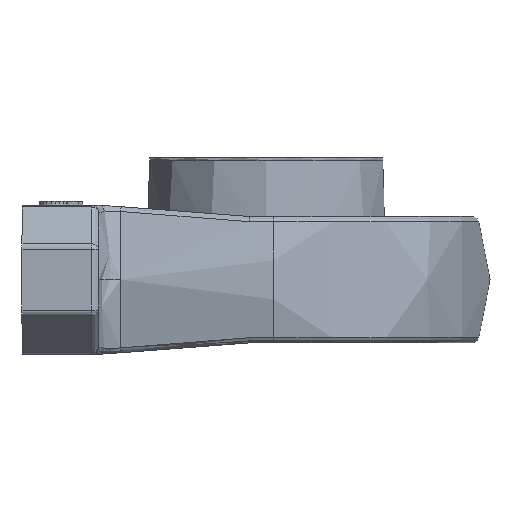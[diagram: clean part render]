
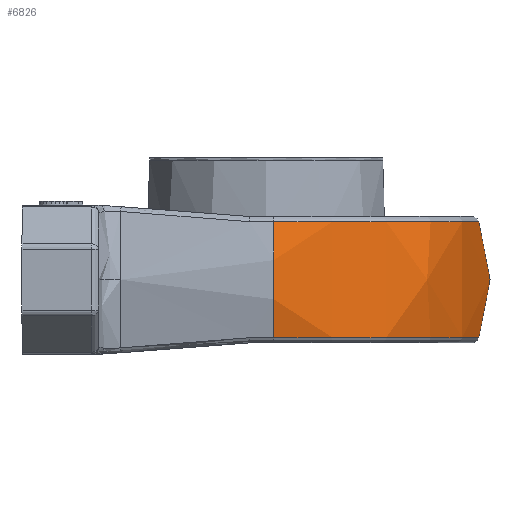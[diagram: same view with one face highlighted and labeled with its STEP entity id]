
A CAD part, left-side view. The second image highlights one B-rep face of the part: STEP entity #6826.
In plain terms, the highlighted free-form (B-spline) face has degree [2, 2] with [3, 5] control points.
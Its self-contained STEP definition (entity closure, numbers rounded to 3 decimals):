
#1621=(
BOUNDED_SURFACE()
B_SPLINE_SURFACE(2,2,((#12289,#12290,#12291,#12292,#12293),(#12294,#12295,
#12296,#12297,#12298),(#12299,#12300,#12301,#12302,#12303)),
 .UNSPECIFIED.,.F.,.F.,.F.)
B_SPLINE_SURFACE_WITH_KNOTS((3,3),(3,2,3),(-0.313,0.313),
(-3.107,-1.571,-0.035),.UNSPECIFIED.)
GEOMETRIC_REPRESENTATION_ITEM()
RATIONAL_B_SPLINE_SURFACE(((1.,0.719,1.,0.719,1.),
(0.951,0.684,0.951,0.684,
0.951),(1.,0.719,1.,0.719,1.)))
REPRESENTATION_ITEM($)
SURFACE()
);
#1807=FACE_OUTER_BOUND($,#2222,.T.);
#2222=EDGE_LOOP($,(#4896,#4897,#4898,#4899));
#2536=CIRCLE($,#7191,25.);
#2591=CIRCLE($,#7288,28.532);
#2594=CIRCLE($,#7291,25.);
#2595=CIRCLE($,#7292,28.532);
#2937=VERTEX_POINT($,#10391);
#2938=VERTEX_POINT($,#10393);
#3023=VERTEX_POINT($,#12284);
#3025=VERTEX_POINT($,#12304);
#3578=EDGE_CURVE($,#2937,#2938,#2536,.T.);
#3729=EDGE_CURVE($,#2937,#3023,#2591,.T.);
#3732=EDGE_CURVE($,#3023,#3025,#2594,.T.);
#3733=EDGE_CURVE($,#2938,#3025,#2595,.T.);
#4896=ORIENTED_EDGE($,*,*,#3578,.F.);
#4897=ORIENTED_EDGE($,*,*,#3729,.T.);
#4898=ORIENTED_EDGE($,*,*,#3732,.T.);
#4899=ORIENTED_EDGE($,*,*,#3733,.F.);
#6826=ADVANCED_FACE($,(#1807),#1621,.F.);
#7191=AXIS2_PLACEMENT_3D($,#10394,#8032,#8033);
#7288=AXIS2_PLACEMENT_3D($,#12285,#8264,#8265);
#7291=AXIS2_PLACEMENT_3D($,#12305,#8270,#8271);
#7292=AXIS2_PLACEMENT_3D($,#12306,#8272,#8273);
#8032=DIRECTION('center_axis',(-0.035,0.999,0.));
#8033=DIRECTION('ref_axis',(-0.951,-0.033,-0.308));
#8264=DIRECTION('center_axis',(0.,0.,1.));
#8265=DIRECTION('ref_axis',(-0.999,-0.035,0.));
#8270=DIRECTION('center_axis',(-0.035,-0.999,0.));
#8271=DIRECTION('ref_axis',(0.951,-0.033,-0.308));
#8272=DIRECTION('center_axis',(0.,0.,1.));
#8273=DIRECTION('ref_axis',(-0.999,-0.035,0.));
#10391=CARTESIAN_POINT('',(-28.515,-0.996,-7.408));
#10393=CARTESIAN_POINT('',(-28.515,-0.996,8.008));
#10394=CARTESIAN_POINT('Origin',(-4.747,-0.166,0.3));
#12284=CARTESIAN_POINT('',(28.515,-0.996,-7.408));
#12285=CARTESIAN_POINT('Origin',(0.,0.,-7.408));
#12289=CARTESIAN_POINT('Ctrl Pts',(28.515,-0.996,
8.008));
#12290=CARTESIAN_POINT('Ctrl Pts',(27.553,-28.532,8.008));
#12291=CARTESIAN_POINT('Ctrl Pts',(0.,-28.532,
8.008));
#12292=CARTESIAN_POINT('Ctrl Pts',(-27.553,-28.532,
8.008));
#12293=CARTESIAN_POINT('Ctrl Pts',(-28.515,-0.996,
8.008));
#12294=CARTESIAN_POINT('Ctrl Pts',(31.012,-1.083,0.3));
#12295=CARTESIAN_POINT('Ctrl Pts',(29.966,-31.03,0.3));
#12296=CARTESIAN_POINT('Ctrl Pts',(0.,-31.03,
0.3));
#12297=CARTESIAN_POINT('Ctrl Pts',(-29.966,-31.03,
0.3));
#12298=CARTESIAN_POINT('Ctrl Pts',(-31.012,-1.083,
0.3));
#12299=CARTESIAN_POINT('Ctrl Pts',(28.515,-0.996,
-7.408));
#12300=CARTESIAN_POINT('Ctrl Pts',(27.553,-28.532,-7.408));
#12301=CARTESIAN_POINT('Ctrl Pts',(0.,-28.532,
-7.408));
#12302=CARTESIAN_POINT('Ctrl Pts',(-27.553,-28.532,
-7.408));
#12303=CARTESIAN_POINT('Ctrl Pts',(-28.515,-0.996,
-7.408));
#12304=CARTESIAN_POINT('',(28.515,-0.996,8.008));
#12305=CARTESIAN_POINT('Origin',(4.747,-0.166,0.3));
#12306=CARTESIAN_POINT('Origin',(0.,0.,8.008));
